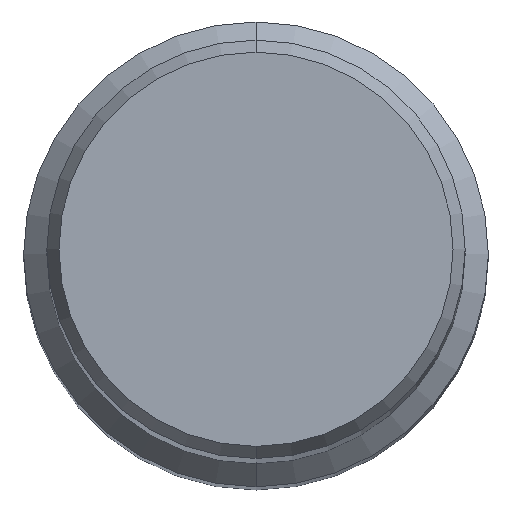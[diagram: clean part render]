
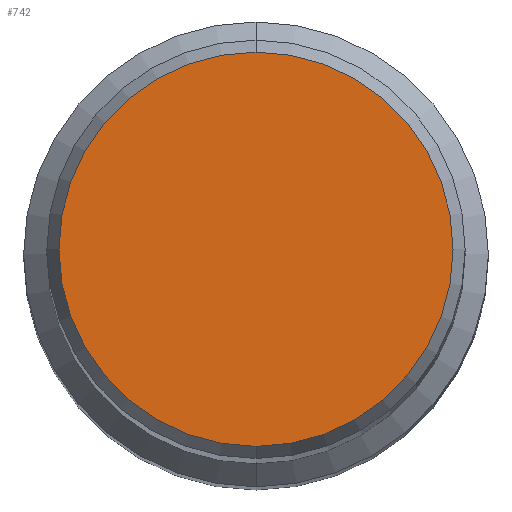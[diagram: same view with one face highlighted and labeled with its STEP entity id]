
A CAD part, top view. The second image highlights one B-rep face of the part: STEP entity #742.
In plain terms, the highlighted planar face has unit normal (0, 0, 1).
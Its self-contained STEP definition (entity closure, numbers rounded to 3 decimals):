
#283=CARTESIAN_POINT('',(0.,0.,63.));
#284=DIRECTION('',(0.,0.,-1.));
#285=DIRECTION('',(0.,1.,0.));
#286=AXIS2_PLACEMENT_3D('',#283,#284,#285);
#291=CARTESIAN_POINT('',(0.,0.,63.));
#292=DIRECTION('',(0.,0.,1.));
#293=DIRECTION('',(0.,1.,0.));
#294=AXIS2_PLACEMENT_3D('',#291,#292,#293);
#319=CARTESIAN_POINT('',(0.,4.24,63.));
#321=VERTEX_POINT('',#319);
#325=CARTESIAN_POINT('',(0.,-4.24,63.));
#327=VERTEX_POINT('',#325);
#733=CARTESIAN_POINT('',(0.,0.,63.));
#734=DIRECTION('',(0.,0.,1.));
#735=DIRECTION('',(0.,-1.,0.));
#736=AXIS2_PLACEMENT_3D('',#733,#734,#735);
#737=PLANE('',#736);
#738=ORIENTED_EDGE('',*,*,#691,.T.);
#739=ORIENTED_EDGE('',*,*,#714,.F.);
#740=EDGE_LOOP('',(#738,#739));
#741=FACE_OUTER_BOUND('',#740,.F.);
#742=ADVANCED_FACE('',(#741),#737,.T.);
#287=CIRCLE('',#286,4.24);
#295=CIRCLE('',#294,4.24);
#691=EDGE_CURVE('',#321,#327,#287,.T.);
#714=EDGE_CURVE('',#321,#327,#295,.T.);
